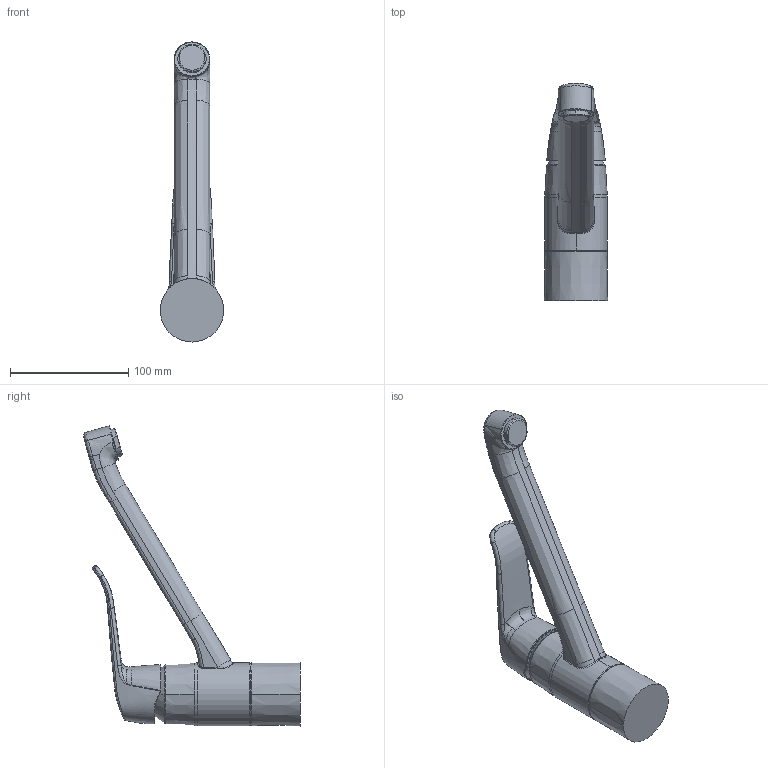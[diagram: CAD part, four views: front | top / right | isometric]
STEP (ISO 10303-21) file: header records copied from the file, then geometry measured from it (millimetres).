
FILE_DESCRIPTION (( 'STEP AP203' ), '1' );
FILE_NAME ('5730F(2018)+46102206.STEP', '2019-04-29T05:18:04', ( '' ), ( '' ), 'SwSTEP 2.0', 'SolidWorks 2016', '' );
FILE_SCHEMA (( 'CONFIG_CONTROL_DESIGN' ));
Length unit declared in the file: millimetre
Products named in the file (1): 5730F(2018)+46102206
Bounding box: 53.73 x 183.47 x 253.97 mm (x, y, z)
Volume: 468608 mm3; surface area: 56423.1 mm2
Topology: 1 solids, 1 shells, 158 faces, 379 edges, 226 vertices
Faces by surface type: bspline 118, cylinder 14, plane 12, torus 8, cone 6
Entity records: 18329 total; most frequent: CARTESIAN_POINT 15523, ORIENTED_EDGE 758, EDGE_CURVE 379, DIRECTION 285, B_SPLINE_CURVE_WITH_KNOTS 250, VERTEX_POINT 226, EDGE_LOOP 161, FACE_OUTER_BOUND 158
